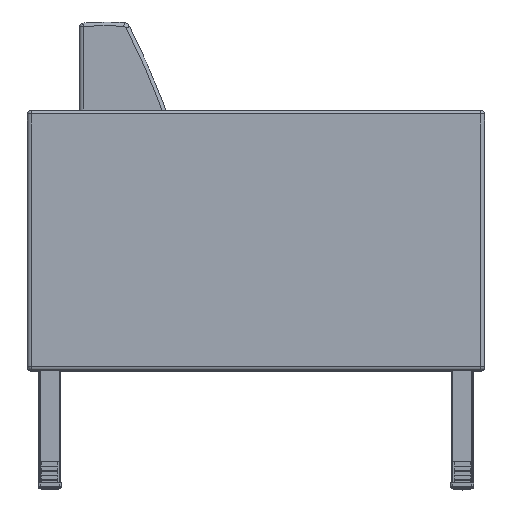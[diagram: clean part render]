
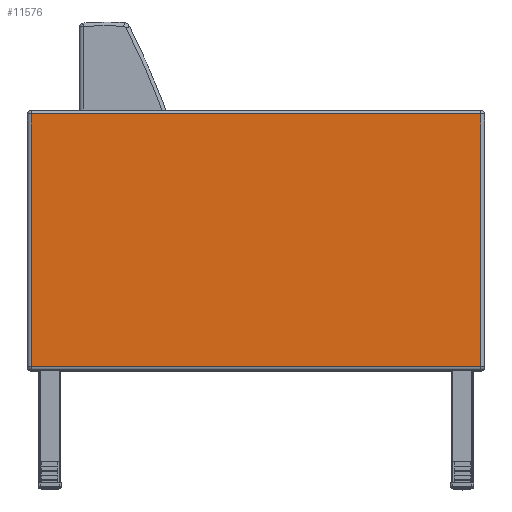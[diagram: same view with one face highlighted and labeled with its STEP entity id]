
A CAD part, top view. The second image highlights one B-rep face of the part: STEP entity #11576.
In plain terms, the highlighted planar face has unit normal (0, 0, 1).
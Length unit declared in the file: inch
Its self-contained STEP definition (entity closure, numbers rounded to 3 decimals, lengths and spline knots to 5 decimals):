
#1039=PLANE('',#12462);
#1267=LINE('',#17301,#1947);
#1269=LINE('',#17304,#1949);
#1279=LINE('',#17319,#1959);
#1281=LINE('',#17322,#1961);
#1947=VECTOR('',#13874,30.25);
#1949=VECTOR('',#13878,17.);
#1959=VECTOR('',#13898,17.);
#1961=VECTOR('',#13902,30.25);
#2901=FACE_OUTER_BOUND('',#3753,.T.);
#3753=EDGE_LOOP('',(#8077,#8078,#8079,#8080));
#5262=VERTEX_POINT('',#17237);
#5268=VERTEX_POINT('',#17251);
#5271=VERTEX_POINT('',#17258);
#5280=VERTEX_POINT('',#17279);
#6261=EDGE_CURVE('',#5271,#5280,#1267,.T.);
#6263=EDGE_CURVE('',#5280,#5268,#1269,.T.);
#6273=EDGE_CURVE('',#5262,#5271,#1279,.T.);
#6275=EDGE_CURVE('',#5268,#5262,#1281,.T.);
#8077=ORIENTED_EDGE('',*,*,#6261,.F.);
#8078=ORIENTED_EDGE('',*,*,#6273,.F.);
#8079=ORIENTED_EDGE('',*,*,#6275,.F.);
#8080=ORIENTED_EDGE('',*,*,#6263,.F.);
#11576=ADVANCED_FACE('',(#2901),#1039,.T.);
#12462=AXIS2_PLACEMENT_3D('',#17330,#13914,#13915);
#13874=DIRECTION('',(1.,0.,0.));
#13878=DIRECTION('',(0.,-1.,0.));
#13898=DIRECTION('',(0.,1.,0.));
#13902=DIRECTION('',(-1.,0.,0.));
#13914=DIRECTION('center_axis',(0.,0.,1.));
#13915=DIRECTION('ref_axis',(1.,0.,0.));
#17237=CARTESIAN_POINT('',(0.25,-17.25,3.5));
#17251=CARTESIAN_POINT('',(30.5,-17.25,3.5));
#17258=CARTESIAN_POINT('',(0.25,-0.25,3.5));
#17279=CARTESIAN_POINT('',(30.5,-0.25,3.5));
#17301=CARTESIAN_POINT('',(23.0625,-0.25,3.5));
#17304=CARTESIAN_POINT('',(30.5,-13.125,3.5));
#17319=CARTESIAN_POINT('',(0.25,-4.375,3.5));
#17322=CARTESIAN_POINT('',(7.6875,-17.25,3.5));
#17330=CARTESIAN_POINT('Origin',(15.375,-8.75,3.5));
